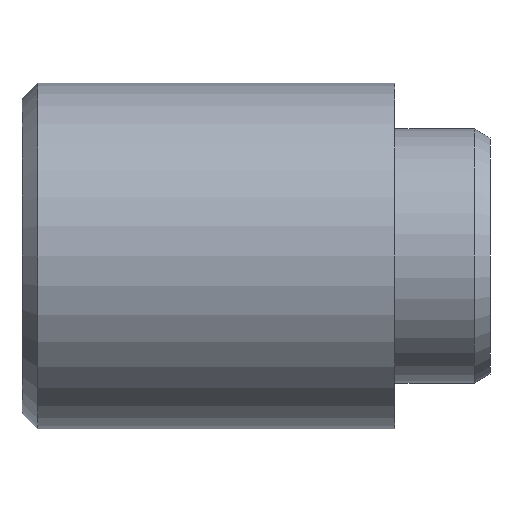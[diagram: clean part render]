
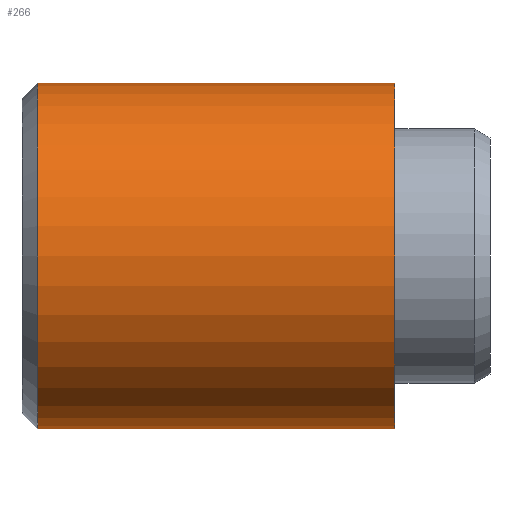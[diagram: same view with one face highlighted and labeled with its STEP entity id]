
A CAD part, left-side view. The second image highlights one B-rep face of the part: STEP entity #266.
In plain terms, the highlighted cylindrical face has radius 2.78 mm (diameter 5.56 mm), a partial arc.
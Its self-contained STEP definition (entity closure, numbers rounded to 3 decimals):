
#4 = VERTEX_POINT ( 'NONE', #212 ) ;
#19 = DIRECTION ( 'NONE',  ( 0., 0., -1. ) ) ;
#23 = CARTESIAN_POINT ( 'NONE',  ( 0., 0., 0. ) ) ;
#29 = CARTESIAN_POINT ( 'NONE',  ( 0., 36.602, 2.78 ) ) ;
#33 = DIRECTION ( 'NONE',  ( 0., 1., 0. ) ) ;
#42 = VERTEX_POINT ( 'NONE', #496 ) ;
#48 = ORIENTED_EDGE ( 'NONE', *, *, #421, .F. ) ;
#91 = AXIS2_PLACEMENT_3D ( 'NONE', #464, #397, #19 ) ;
#93 = DIRECTION ( 'NONE',  ( 0., 1., 0. ) ) ;
#102 = VECTOR ( 'NONE', #33, 1000. ) ;
#103 = DIRECTION ( 'NONE',  ( 0., 0., 1. ) ) ;
#110 = LINE ( 'NONE', #280, #391 ) ;
#116 = EDGE_CURVE ( 'NONE', #42, #4, #357, .T. ) ;
#142 = CYLINDRICAL_SURFACE ( 'NONE', #349, 2.78 ) ;
#145 = CARTESIAN_POINT ( 'NONE',  ( 0., 36.602, 0. ) ) ;
#149 = CARTESIAN_POINT ( 'NONE',  ( 0., 0., -2.78 ) ) ;
#159 = AXIS2_PLACEMENT_3D ( 'NONE', #23, #313, #103 ) ;
#160 = DIRECTION ( 'NONE',  ( 0., 0., 1. ) ) ;
#169 = VERTEX_POINT ( 'NONE', #184 ) ;
#184 = CARTESIAN_POINT ( 'NONE',  ( 0., 5.75, -2.78 ) ) ;
#197 = ORIENTED_EDGE ( 'NONE', *, *, #116, .T. ) ;
#212 = CARTESIAN_POINT ( 'NONE',  ( 0., 5.75, 2.78 ) ) ;
#222 = FACE_OUTER_BOUND ( 'NONE', #479, .T. ) ;
#241 = ORIENTED_EDGE ( 'NONE', *, *, #432, .T. ) ;
#266 = ADVANCED_FACE ( 'NONE', ( #222 ), #142, .T. ) ;
#279 = CIRCLE ( 'NONE', #159, 2.78 ) ;
#280 = CARTESIAN_POINT ( 'NONE',  ( 0., 36.602, -2.78 ) ) ;
#305 = CIRCLE ( 'NONE', #91, 2.78 ) ;
#313 = DIRECTION ( 'NONE',  ( 0., 1., 0. ) ) ;
#349 = AXIS2_PLACEMENT_3D ( 'NONE', #145, #93, #160 ) ;
#357 = LINE ( 'NONE', #29, #102 ) ;
#391 = VECTOR ( 'NONE', #436, 1000. ) ;
#397 = DIRECTION ( 'NONE',  ( 0., -1., 0. ) ) ;
#419 = EDGE_CURVE ( 'NONE', #4, #169, #305, .T. ) ;
#421 = EDGE_CURVE ( 'NONE', #444, #169, #110, .T. ) ;
#432 = EDGE_CURVE ( 'NONE', #444, #42, #279, .T. ) ;
#436 = DIRECTION ( 'NONE',  ( 0., 1., 0. ) ) ;
#444 = VERTEX_POINT ( 'NONE', #149 ) ;
#446 = ORIENTED_EDGE ( 'NONE', *, *, #419, .T. ) ;
#464 = CARTESIAN_POINT ( 'NONE',  ( 0., 5.75, 0. ) ) ;
#479 = EDGE_LOOP ( 'NONE', ( #48, #241, #197, #446 ) ) ;
#496 = CARTESIAN_POINT ( 'NONE',  ( 0., 0., 2.78 ) ) ;
